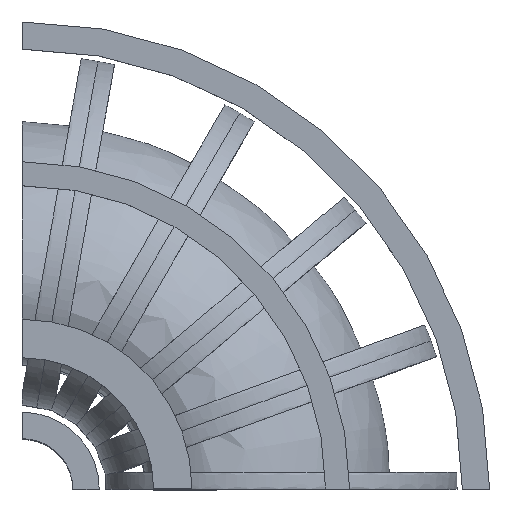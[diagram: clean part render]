
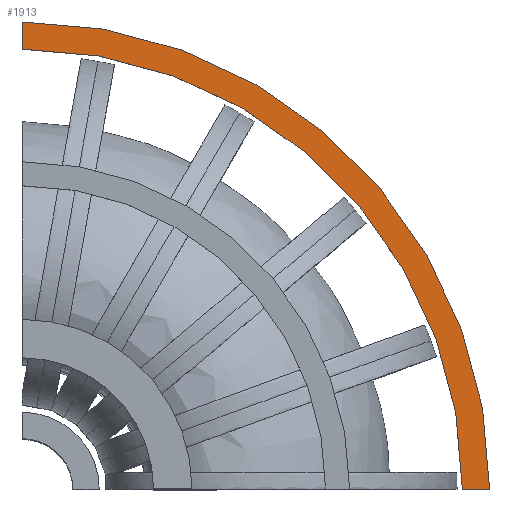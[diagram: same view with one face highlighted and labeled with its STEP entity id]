
A CAD part, top view. The second image highlights one B-rep face of the part: STEP entity #1913.
In plain terms, the highlighted planar face has unit normal (0, 0, 1).
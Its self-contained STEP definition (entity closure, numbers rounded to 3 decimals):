
#1646 = EDGE_CURVE('',#1647,#1649,#1651,.T.);
#1647 = VERTEX_POINT('',#1648);
#1648 = CARTESIAN_POINT('',(1230.47,0.,379.278));
#1649 = VERTEX_POINT('',#1650);
#1650 = CARTESIAN_POINT('',(0.,1230.47,
    379.278));
#1651 = SURFACE_CURVE('',#1652,(#1657,#1669),.PCURVE_S1.);
#1652 = CIRCLE('',#1653,1230.47);
#1653 = AXIS2_PLACEMENT_3D('',#1654,#1655,#1656);
#1654 = CARTESIAN_POINT('',(0.,0.,379.278));
#1655 = DIRECTION('',(0.,0.,1.));
#1656 = DIRECTION('',(1.,0.,0.));
#1657 = PCURVE('',#1658,#1663);
#1658 = CYLINDRICAL_SURFACE('',#1659,1230.47);
#1659 = AXIS2_PLACEMENT_3D('',#1660,#1661,#1662);
#1660 = CARTESIAN_POINT('',(0.,0.,379.278));
#1661 = DIRECTION('',(-0.,-0.,-1.));
#1662 = DIRECTION('',(1.,0.,0.));
#1663 = DEFINITIONAL_REPRESENTATION('',(#1664),#1668);
#1664 = LINE('',#1665,#1666);
#1665 = CARTESIAN_POINT('',(-0.,0.));
#1666 = VECTOR('',#1667,1.);
#1667 = DIRECTION('',(-1.,0.));
#1668 = ( GEOMETRIC_REPRESENTATION_CONTEXT(2) 
PARAMETRIC_REPRESENTATION_CONTEXT() REPRESENTATION_CONTEXT('2D SPACE',''
  ) );
#1669 = PCURVE('',#1670,#1675);
#1670 = PLANE('',#1671);
#1671 = AXIS2_PLACEMENT_3D('',#1672,#1673,#1674);
#1672 = CARTESIAN_POINT('',(0.,0.,379.278));
#1673 = DIRECTION('',(0.,0.,1.));
#1674 = DIRECTION('',(1.,-0.,-0.));
#1675 = DEFINITIONAL_REPRESENTATION('',(#1676),#1680);
#1676 = CIRCLE('',#1677,1230.47);
#1677 = AXIS2_PLACEMENT_2D('',#1678,#1679);
#1678 = CARTESIAN_POINT('',(0.,0.));
#1679 = DIRECTION('',(1.,-0.));
#1680 = ( GEOMETRIC_REPRESENTATION_CONTEXT(2) 
PARAMETRIC_REPRESENTATION_CONTEXT() REPRESENTATION_CONTEXT('2D SPACE',''
  ) );
#1698 = PLANE('',#1699);
#1699 = AXIS2_PLACEMENT_3D('',#1700,#1701,#1702);
#1700 = CARTESIAN_POINT('',(0.,1194.652,
    324.127));
#1701 = DIRECTION('',(-1.,0.,0.));
#1702 = DIRECTION('',(0.,0.,1.));
#1753 = PLANE('',#1754);
#1754 = AXIS2_PLACEMENT_3D('',#1755,#1756,#1757);
#1755 = CARTESIAN_POINT('',(1194.652,0.,324.127));
#1756 = DIRECTION('',(0.,1.,0.));
#1757 = DIRECTION('',(0.,0.,1.));
#1809 = CYLINDRICAL_SURFACE('',#1810,1158.833);
#1810 = AXIS2_PLACEMENT_3D('',#1811,#1812,#1813);
#1811 = CARTESIAN_POINT('',(0.,0.,268.976));
#1812 = DIRECTION('',(0.,0.,1.));
#1813 = DIRECTION('',(1.,0.,0.));
#1847 = VERTEX_POINT('',#1848);
#1848 = CARTESIAN_POINT('',(0.,1158.833,
    379.278));
#1869 = EDGE_CURVE('',#1870,#1847,#1872,.T.);
#1870 = VERTEX_POINT('',#1871);
#1871 = CARTESIAN_POINT('',(1158.833,0.,379.278));
#1872 = SURFACE_CURVE('',#1873,(#1878,#1885),.PCURVE_S1.);
#1873 = CIRCLE('',#1874,1158.833);
#1874 = AXIS2_PLACEMENT_3D('',#1875,#1876,#1877);
#1875 = CARTESIAN_POINT('',(0.,0.,379.278));
#1876 = DIRECTION('',(0.,0.,1.));
#1877 = DIRECTION('',(1.,0.,0.));
#1878 = PCURVE('',#1809,#1879);
#1879 = DEFINITIONAL_REPRESENTATION('',(#1880),#1884);
#1880 = LINE('',#1881,#1882);
#1881 = CARTESIAN_POINT('',(0.,110.302));
#1882 = VECTOR('',#1883,1.);
#1883 = DIRECTION('',(1.,0.));
#1884 = ( GEOMETRIC_REPRESENTATION_CONTEXT(2) 
PARAMETRIC_REPRESENTATION_CONTEXT() REPRESENTATION_CONTEXT('2D SPACE',''
  ) );
#1885 = PCURVE('',#1670,#1886);
#1886 = DEFINITIONAL_REPRESENTATION('',(#1887),#1891);
#1887 = CIRCLE('',#1888,1158.833);
#1888 = AXIS2_PLACEMENT_2D('',#1889,#1890);
#1889 = CARTESIAN_POINT('',(0.,0.));
#1890 = DIRECTION('',(1.,-0.));
#1891 = ( GEOMETRIC_REPRESENTATION_CONTEXT(2) 
PARAMETRIC_REPRESENTATION_CONTEXT() REPRESENTATION_CONTEXT('2D SPACE',''
  ) );
#1913 = ADVANCED_FACE('',(#1914),#1670,.T.);
#1914 = FACE_BOUND('',#1915,.F.);
#1915 = EDGE_LOOP('',(#1916,#1917,#1938,#1939));
#1916 = ORIENTED_EDGE('',*,*,#1869,.T.);
#1917 = ORIENTED_EDGE('',*,*,#1918,.T.);
#1918 = EDGE_CURVE('',#1847,#1649,#1919,.T.);
#1919 = SURFACE_CURVE('',#1920,(#1924,#1931),.PCURVE_S1.);
#1920 = LINE('',#1921,#1922);
#1921 = CARTESIAN_POINT('',(0.,1158.833,
    379.278));
#1922 = VECTOR('',#1923,1.);
#1923 = DIRECTION('',(0.,1.,0.));
#1924 = PCURVE('',#1670,#1925);
#1925 = DEFINITIONAL_REPRESENTATION('',(#1926),#1930);
#1926 = LINE('',#1927,#1928);
#1927 = CARTESIAN_POINT('',(0.,1158.833));
#1928 = VECTOR('',#1929,1.);
#1929 = DIRECTION('',(0.,1.));
#1930 = ( GEOMETRIC_REPRESENTATION_CONTEXT(2) 
PARAMETRIC_REPRESENTATION_CONTEXT() REPRESENTATION_CONTEXT('2D SPACE',''
  ) );
#1931 = PCURVE('',#1698,#1932);
#1932 = DEFINITIONAL_REPRESENTATION('',(#1933),#1937);
#1933 = LINE('',#1934,#1935);
#1934 = CARTESIAN_POINT('',(55.151,-35.818));
#1935 = VECTOR('',#1936,1.);
#1936 = DIRECTION('',(0.,1.));
#1937 = ( GEOMETRIC_REPRESENTATION_CONTEXT(2) 
PARAMETRIC_REPRESENTATION_CONTEXT() REPRESENTATION_CONTEXT('2D SPACE',''
  ) );
#1938 = ORIENTED_EDGE('',*,*,#1646,.F.);
#1939 = ORIENTED_EDGE('',*,*,#1940,.F.);
#1940 = EDGE_CURVE('',#1870,#1647,#1941,.T.);
#1941 = SURFACE_CURVE('',#1942,(#1946,#1953),.PCURVE_S1.);
#1942 = LINE('',#1943,#1944);
#1943 = CARTESIAN_POINT('',(1158.833,0.,379.278));
#1944 = VECTOR('',#1945,1.);
#1945 = DIRECTION('',(1.,0.,0.));
#1946 = PCURVE('',#1670,#1947);
#1947 = DEFINITIONAL_REPRESENTATION('',(#1948),#1952);
#1948 = LINE('',#1949,#1950);
#1949 = CARTESIAN_POINT('',(1158.833,-0.));
#1950 = VECTOR('',#1951,1.);
#1951 = DIRECTION('',(1.,-0.));
#1952 = ( GEOMETRIC_REPRESENTATION_CONTEXT(2) 
PARAMETRIC_REPRESENTATION_CONTEXT() REPRESENTATION_CONTEXT('2D SPACE',''
  ) );
#1953 = PCURVE('',#1753,#1954);
#1954 = DEFINITIONAL_REPRESENTATION('',(#1955),#1959);
#1955 = LINE('',#1956,#1957);
#1956 = CARTESIAN_POINT('',(55.151,-35.818));
#1957 = VECTOR('',#1958,1.);
#1958 = DIRECTION('',(0.,1.));
#1959 = ( GEOMETRIC_REPRESENTATION_CONTEXT(2) 
PARAMETRIC_REPRESENTATION_CONTEXT() REPRESENTATION_CONTEXT('2D SPACE',''
  ) );
